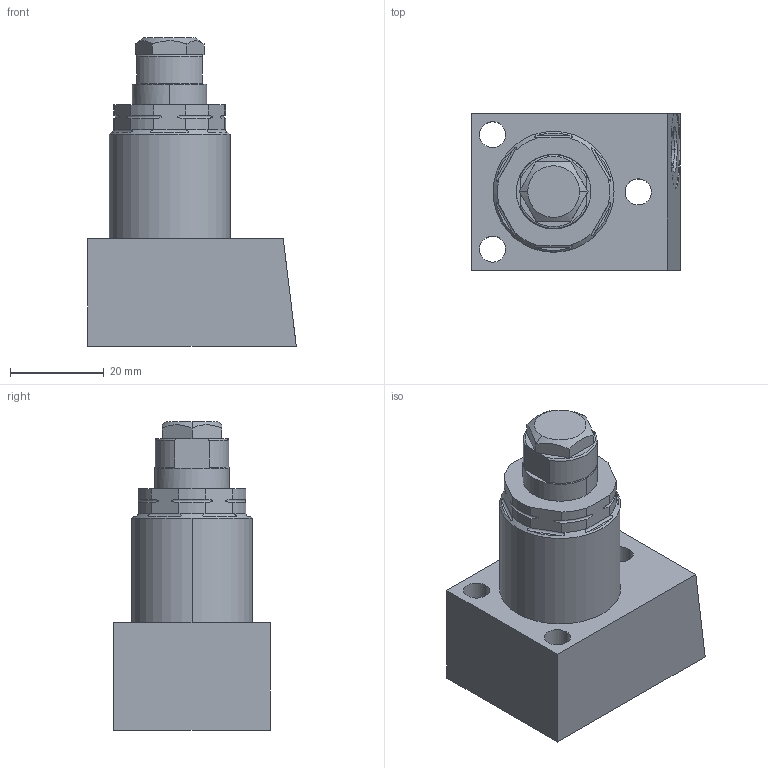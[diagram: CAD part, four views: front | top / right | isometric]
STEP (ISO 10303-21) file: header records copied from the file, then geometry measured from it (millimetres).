
FILE_DESCRIPTION((''),'2;1');
FILE_NAME('ILCM41007004','2012-10-19T',('jdw'),(''),'PRO/ENGINEER BY PARAMETRIC TECHNOLOGY CORPORATION, 2007460','PRO/ENGINEER BY PARAMETRIC TECHNOLOGY CORPORATION, 2007460','');
FILE_SCHEMA(('AUTOMOTIVE_DESIGN_CC2 { 1 2 10303 214 -1 1 5 2 }'));
Length unit declared in the file: millimetre
Products named in the file (1): ILCM41007004
Bounding box: 44.45 x 33.35 x 65.66 mm (x, y, z)
Volume: 46329.4 mm3; surface area: 11517.2 mm2
Topology: 1 solids, 2 shells, 101 faces, 249 edges, 153 vertices
Faces by surface type: cylinder 40, plane 39, torus 14, cone 8
Entity records: 3912 total; most frequent: CARTESIAN_POINT 1369, DIRECTION 506, ORIENTED_EDGE 494, EDGE_CURVE 247, AXIS2_PLACEMENT_3D 196, VERTEX_POINT 153, VECTOR 114, LINE 114
